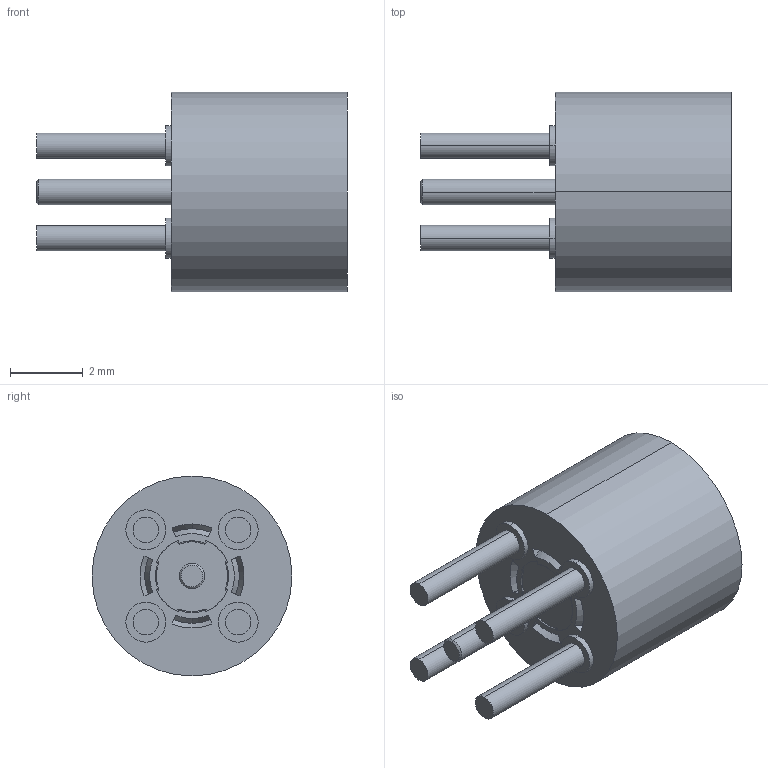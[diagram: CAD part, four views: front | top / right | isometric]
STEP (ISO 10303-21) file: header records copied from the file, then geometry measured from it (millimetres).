
FILE_DESCRIPTION (( 'STEP AP214' ), '1' );
FILE_NAME ('ÑÐ-50-1040ÔÂ Âèëêà äëÿ ìîíòàæà â îòâåðñòèÿ ïëàòû ÊÀÏÄ.434523.013 (-08).STEP', '2023-07-07T03:29:34', ( '' ), ( '' ), 'SwSTEP 2.0', 'SolidWorks 2018', '' );
FILE_SCHEMA (( 'AUTOMOTIVE_DESIGN' ));
Length unit declared in the file: millimetre
Products named in the file (2): ÑÐ-50-1040ÔÂ Âèëêà äëÿ ìîíòàæà â îòâåðñòèÿ ïëàòû ÊÀÏÄ.434523.013 (-08); Äåòàëü24^ÊÀÏÄ.434523.013 Âèëêà äëÿ ìîíòàæà â îòâåðñòèÿ ïëàòû
Assembly tree (1 placements, depth 2):
  ÑÐ-50-1040ÔÂ Âèëêà äëÿ ìîíòàæà â îòâåðñòèÿ ïëàòû ÊÀÏÄ.434523.013 (-08)
    Äåòàëü24^ÊÀÏÄ.434523.013 Âèëêà äëÿ ìîíòàæà â îòâåðñòèÿ ïëàòû
Bounding box: 8.55 x 5.5 x 5.5 mm (x, y, z)
Volume: 97.7 mm3; surface area: 205.8 mm2
Topology: 1 solids, 2 shells, 105 faces, 241 edges, 153 vertices
Faces by surface type: cylinder 48, plane 26, cone 16, sphere 10, torus 5
Entity records: 3116 total; most frequent: CARTESIAN_POINT 609, DIRECTION 580, ORIENTED_EDGE 462, AXIS2_PLACEMENT_3D 248, EDGE_CURVE 231, VERTEX_POINT 149, CIRCLE 139, EDGE_LOOP 126
